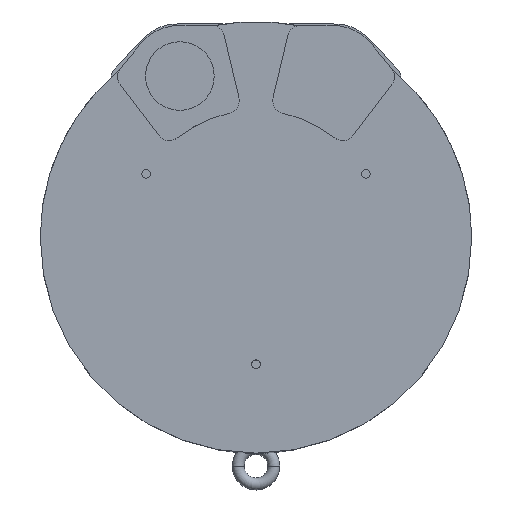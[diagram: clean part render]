
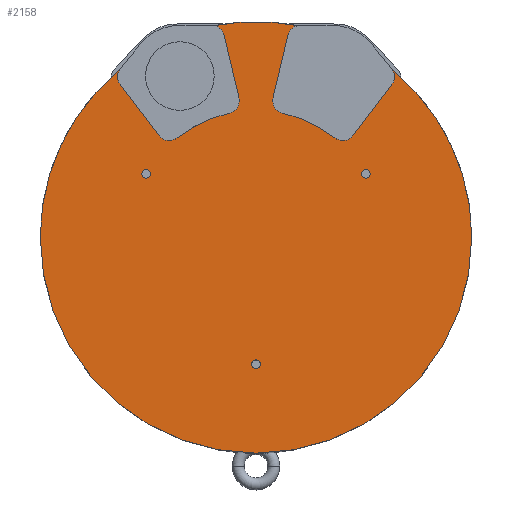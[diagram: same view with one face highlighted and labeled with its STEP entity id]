
A CAD part, top view. The second image highlights one B-rep face of the part: STEP entity #2158.
In plain terms, the highlighted planar face has unit normal (0, 0, 1).
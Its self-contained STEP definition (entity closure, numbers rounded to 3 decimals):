
#23=CARTESIAN_POINT('',(-99.158,126.609,102.54));
#24=DIRECTION('',(0.,0.,1.));
#25=DIRECTION('',(-0.884,0.468,0.));
#26=AXIS2_PLACEMENT_3D('',#23,#24,#25);
#28=DIRECTION('',(0.606,-0.796,0.));
#29=VECTOR('',#28,50.824);
#30=CARTESIAN_POINT('',(-107.114,120.55,102.54));
#31=LINE('',#30,#29);
#32=CARTESIAN_POINT('',(-68.368,86.173,102.54));
#33=DIRECTION('',(0.,0.,1.));
#34=DIRECTION('',(-0.796,-0.606,0.));
#35=AXIS2_PLACEMENT_3D('',#32,#33,#34);
#37=CARTESIAN_POINT('',(0.,0.,102.54));
#38=DIRECTION('',(0.,0.,1.));
#39=DIRECTION('',(-0.21,0.978,0.));
#40=AXIS2_PLACEMENT_3D('',#37,#38,#39);
#42=CARTESIAN_POINT('',(-23.148,107.537,102.54));
#43=DIRECTION('',(0.,0.,1.));
#44=DIRECTION('',(0.21,-0.978,0.));
#45=AXIS2_PLACEMENT_3D('',#42,#43,#44);
#47=DIRECTION('',(-0.23,0.973,0.));
#48=VECTOR('',#47,50.824);
#49=CARTESIAN_POINT('',(-13.416,109.835,102.54));
#50=LINE('',#49,#48);
#51=CARTESIAN_POINT('',(-34.83,157.,102.54));
#52=DIRECTION('',(0.,0.,1.));
#53=DIRECTION('',(0.973,0.23,0.));
#54=AXIS2_PLACEMENT_3D('',#51,#52,#53);
#56=CARTESIAN_POINT('',(0.,0.,102.54));
#57=DIRECTION('',(0.,0.,1.));
#58=DIRECTION('',(0.193,0.981,0.));
#59=AXIS2_PLACEMENT_3D('',#56,#57,#58);
#61=CARTESIAN_POINT('',(34.826,157.004,102.54));
#62=DIRECTION('',(0.,0.,1.));
#63=DIRECTION('',(-0.199,0.98,0.));
#64=AXIS2_PLACEMENT_3D('',#61,#62,#63);
#66=DIRECTION('',(-0.23,-0.973,0.));
#67=VECTOR('',#66,50.832);
#68=CARTESIAN_POINT('',(25.098,159.302,102.54));
#69=LINE('',#68,#67);
#70=CARTESIAN_POINT('',(23.142,107.533,102.54));
#71=DIRECTION('',(0.,0.,1.));
#72=DIRECTION('',(-0.973,0.23,0.));
#73=AXIS2_PLACEMENT_3D('',#70,#71,#72);
#75=CARTESIAN_POINT('',(0.,0.,102.54));
#76=DIRECTION('',(0.,0.,1.));
#77=DIRECTION('',(0.622,0.783,0.));
#78=AXIS2_PLACEMENT_3D('',#75,#76,#77);
#80=CARTESIAN_POINT('',(68.369,86.166,102.54));
#81=DIRECTION('',(0.,0.,1.));
#82=DIRECTION('',(-0.622,-0.783,0.));
#83=AXIS2_PLACEMENT_3D('',#80,#81,#82);
#85=DIRECTION('',(0.606,0.796,0.));
#86=VECTOR('',#85,50.832);
#87=CARTESIAN_POINT('',(76.321,80.111,102.54));
#88=LINE('',#87,#86);
#89=CARTESIAN_POINT('',(99.164,126.609,102.54));
#90=DIRECTION('',(0.,0.,1.));
#91=DIRECTION('',(0.796,-0.606,0.));
#92=AXIS2_PLACEMENT_3D('',#89,#90,#91);
#94=CARTESIAN_POINT('',(0.,0.,102.54));
#95=DIRECTION('',(0.,0.,1.));
#96=DIRECTION('',(1.,0.,0.));
#97=AXIS2_PLACEMENT_3D('',#94,#95,#96);
#99=CARTESIAN_POINT('',(0.,0.,102.54));
#100=DIRECTION('',(0.,0.,1.));
#101=DIRECTION('',(-1.,0.,0.));
#102=AXIS2_PLACEMENT_3D('',#99,#100,#101);
#104=CARTESIAN_POINT('',(0.,0.,102.54));
#105=DIRECTION('',(0.,0.,1.));
#106=DIRECTION('',(-0.635,0.772,0.));
#107=AXIS2_PLACEMENT_3D('',#104,#105,#106);
#109=CARTESIAN_POINT('',(86.603,50.,102.54));
#110=DIRECTION('',(0.,0.,1.));
#111=DIRECTION('',(1.,0.,0.));
#112=AXIS2_PLACEMENT_3D('',#109,#110,#111);
#114=CARTESIAN_POINT('',(86.603,50.,102.54));
#115=DIRECTION('',(0.,0.,1.));
#116=DIRECTION('',(-1.,0.,0.));
#117=AXIS2_PLACEMENT_3D('',#114,#115,#116);
#119=CARTESIAN_POINT('',(-86.603,50.,102.54));
#120=DIRECTION('',(0.,0.,1.));
#121=DIRECTION('',(1.,0.,0.));
#122=AXIS2_PLACEMENT_3D('',#119,#120,#121);
#124=CARTESIAN_POINT('',(-86.603,50.,102.54));
#125=DIRECTION('',(0.,0.,1.));
#126=DIRECTION('',(-1.,0.,0.));
#127=AXIS2_PLACEMENT_3D('',#124,#125,#126);
#129=CARTESIAN_POINT('',(0.,-100.,102.54));
#130=DIRECTION('',(0.,0.,1.));
#131=DIRECTION('',(1.,0.,0.));
#132=AXIS2_PLACEMENT_3D('',#129,#130,#131);
#134=CARTESIAN_POINT('',(0.,-100.,102.54));
#135=DIRECTION('',(0.,0.,1.));
#136=DIRECTION('',(-1.,0.,0.));
#137=AXIS2_PLACEMENT_3D('',#134,#135,#136);
#1647=CARTESIAN_POINT('',(-170.,0.,102.54));
#1648=CARTESIAN_POINT('',(170.,0.,102.54));
#1649=VERTEX_POINT('',#1647);
#1650=VERTEX_POINT('',#1648);
#1811=CARTESIAN_POINT('',(107.116,120.553,102.54));
#1812=CARTESIAN_POINT('',(107.996,131.289,102.54));
#1813=VERTEX_POINT('',#1811);
#1814=VERTEX_POINT('',#1812);
#1815=CARTESIAN_POINT('',(32.833,166.799,102.54));
#1816=CARTESIAN_POINT('',(25.098,159.302,102.54));
#1817=VERTEX_POINT('',#1815);
#1818=VERTEX_POINT('',#1816);
#1819=CARTESIAN_POINT('',(13.415,109.831,102.54));
#1820=VERTEX_POINT('',#1819);
#1821=CARTESIAN_POINT('',(21.039,97.762,102.54));
#1822=VERTEX_POINT('',#1821);
#1823=CARTESIAN_POINT('',(62.156,78.336,102.54));
#1824=VERTEX_POINT('',#1823);
#1825=CARTESIAN_POINT('',(76.321,80.111,102.54));
#1826=VERTEX_POINT('',#1825);
#1867=CARTESIAN_POINT('',(-107.995,131.29,102.54));
#1868=CARTESIAN_POINT('',(-107.114,120.55,102.54));
#1869=VERTEX_POINT('',#1867);
#1870=VERTEX_POINT('',#1868);
#1871=CARTESIAN_POINT('',(-76.324,80.115,102.54));
#1872=VERTEX_POINT('',#1871);
#1873=CARTESIAN_POINT('',(-62.153,78.339,102.54));
#1874=VERTEX_POINT('',#1873);
#1875=CARTESIAN_POINT('',(-21.044,97.761,102.54));
#1876=VERTEX_POINT('',#1875);
#1877=CARTESIAN_POINT('',(-13.416,109.835,102.54));
#1878=VERTEX_POINT('',#1877);
#1879=CARTESIAN_POINT('',(-25.098,159.298,102.54));
#1880=VERTEX_POINT('',#1879);
#1881=CARTESIAN_POINT('',(-32.835,166.799,102.54));
#1882=VERTEX_POINT('',#1881);
#1899=CARTESIAN_POINT('',(90.003,50.,102.54));
#1900=CARTESIAN_POINT('',(83.203,50.,102.54));
#1901=VERTEX_POINT('',#1899);
#1902=VERTEX_POINT('',#1900);
#1903=CARTESIAN_POINT('',(-83.203,50.,102.54));
#1904=CARTESIAN_POINT('',(-90.003,50.,102.54));
#1905=VERTEX_POINT('',#1903);
#1906=VERTEX_POINT('',#1904);
#1907=CARTESIAN_POINT('',(3.4,-100.,102.54));
#1908=CARTESIAN_POINT('',(-3.4,-100.,102.54));
#1909=VERTEX_POINT('',#1907);
#1910=VERTEX_POINT('',#1908);
#2097=CARTESIAN_POINT('',(0.,0.,102.54));
#2098=DIRECTION('',(0.,0.,1.));
#2099=DIRECTION('',(1.,0.,0.));
#2100=AXIS2_PLACEMENT_3D('',#2097,#2098,#2099);
#2101=PLANE('',#2100);
#2103=ORIENTED_EDGE('',*,*,#2102,.T.);
#2105=ORIENTED_EDGE('',*,*,#2104,.T.);
#2107=ORIENTED_EDGE('',*,*,#2106,.T.);
#2109=ORIENTED_EDGE('',*,*,#2108,.F.);
#2111=ORIENTED_EDGE('',*,*,#2110,.T.);
#2113=ORIENTED_EDGE('',*,*,#2112,.T.);
#2115=ORIENTED_EDGE('',*,*,#2114,.T.);
#2117=ORIENTED_EDGE('',*,*,#2116,.F.);
#2119=ORIENTED_EDGE('',*,*,#2118,.T.);
#2121=ORIENTED_EDGE('',*,*,#2120,.T.);
#2123=ORIENTED_EDGE('',*,*,#2122,.T.);
#2125=ORIENTED_EDGE('',*,*,#2124,.F.);
#2127=ORIENTED_EDGE('',*,*,#2126,.T.);
#2129=ORIENTED_EDGE('',*,*,#2128,.T.);
#2131=ORIENTED_EDGE('',*,*,#2130,.T.);
#2133=ORIENTED_EDGE('',*,*,#2132,.F.);
#2135=ORIENTED_EDGE('',*,*,#2134,.F.);
#2137=ORIENTED_EDGE('',*,*,#2136,.F.);
#2138=EDGE_LOOP('',(#2103,#2105,#2107,#2109,#2111,#2113,#2115,#2117,#2119,#2121,
#2123,#2125,#2127,#2129,#2131,#2133,#2135,#2137));
#2139=FACE_OUTER_BOUND('',#2138,.F.);
#2141=ORIENTED_EDGE('',*,*,#2140,.T.);
#2143=ORIENTED_EDGE('',*,*,#2142,.T.);
#2144=EDGE_LOOP('',(#2141,#2143));
#2145=FACE_BOUND('',#2144,.F.);
#2147=ORIENTED_EDGE('',*,*,#2146,.T.);
#2149=ORIENTED_EDGE('',*,*,#2148,.T.);
#2150=EDGE_LOOP('',(#2147,#2149));
#2151=FACE_BOUND('',#2150,.F.);
#2153=ORIENTED_EDGE('',*,*,#2152,.T.);
#2155=ORIENTED_EDGE('',*,*,#2154,.T.);
#2156=EDGE_LOOP('',(#2153,#2155));
#2157=FACE_BOUND('',#2156,.F.);
#2158=ADVANCED_FACE('',(#2139,#2145,#2151,#2157),#2101,.T.);
#27=CIRCLE('',#26,10.);
#36=CIRCLE('',#35,10.);
#41=CIRCLE('',#40,100.);
#46=CIRCLE('',#45,10.);
#55=CIRCLE('',#54,10.);
#60=CIRCLE('',#59,170.);
#65=CIRCLE('',#64,9.996);
#74=CIRCLE('',#73,9.995);
#79=CIRCLE('',#78,100.);
#84=CIRCLE('',#83,9.995);
#93=CIRCLE('',#92,9.996);
#98=CIRCLE('',#97,170.);
#103=CIRCLE('',#102,170.);
#108=CIRCLE('',#107,170.);
#113=CIRCLE('',#112,3.4);
#118=CIRCLE('',#117,3.4);
#123=CIRCLE('',#122,3.4);
#128=CIRCLE('',#127,3.4);
#133=CIRCLE('',#132,3.4);
#138=CIRCLE('',#137,3.4);
#2102=EDGE_CURVE('',#1869,#1870,#27,.T.);
#2104=EDGE_CURVE('',#1870,#1872,#31,.T.);
#2106=EDGE_CURVE('',#1872,#1874,#36,.T.);
#2108=EDGE_CURVE('',#1876,#1874,#41,.T.);
#2110=EDGE_CURVE('',#1876,#1878,#46,.T.);
#2112=EDGE_CURVE('',#1878,#1880,#50,.T.);
#2114=EDGE_CURVE('',#1880,#1882,#55,.T.);
#2116=EDGE_CURVE('',#1817,#1882,#60,.T.);
#2118=EDGE_CURVE('',#1817,#1818,#65,.T.);
#2120=EDGE_CURVE('',#1818,#1820,#69,.T.);
#2122=EDGE_CURVE('',#1820,#1822,#74,.T.);
#2124=EDGE_CURVE('',#1824,#1822,#79,.T.);
#2126=EDGE_CURVE('',#1824,#1826,#84,.T.);
#2128=EDGE_CURVE('',#1826,#1813,#88,.T.);
#2130=EDGE_CURVE('',#1813,#1814,#93,.T.);
#2132=EDGE_CURVE('',#1650,#1814,#98,.T.);
#2134=EDGE_CURVE('',#1649,#1650,#103,.T.);
#2136=EDGE_CURVE('',#1869,#1649,#108,.T.);
#2140=EDGE_CURVE('',#1901,#1902,#113,.T.);
#2142=EDGE_CURVE('',#1902,#1901,#118,.T.);
#2146=EDGE_CURVE('',#1905,#1906,#123,.T.);
#2148=EDGE_CURVE('',#1906,#1905,#128,.T.);
#2152=EDGE_CURVE('',#1909,#1910,#133,.T.);
#2154=EDGE_CURVE('',#1910,#1909,#138,.T.);
